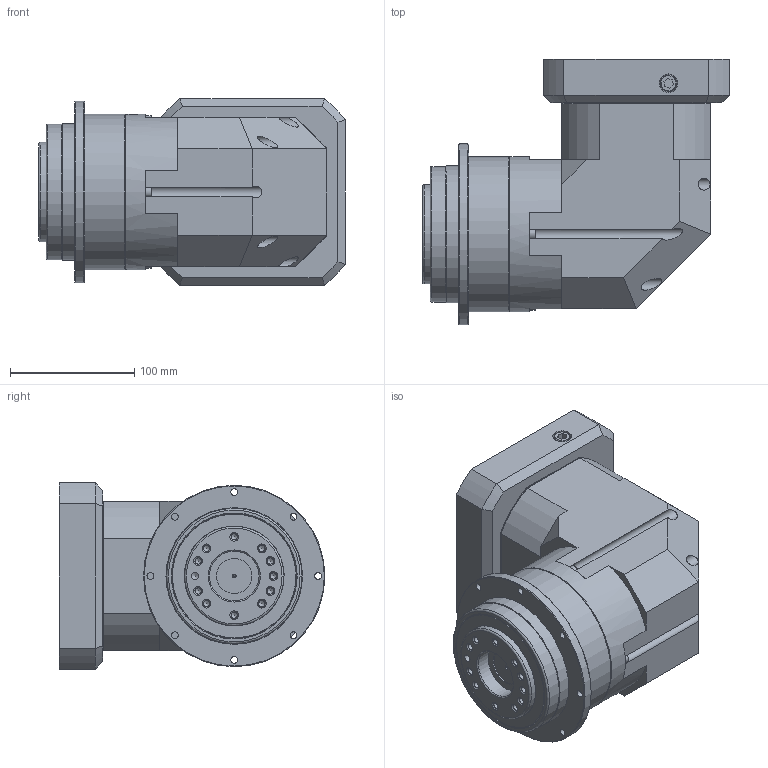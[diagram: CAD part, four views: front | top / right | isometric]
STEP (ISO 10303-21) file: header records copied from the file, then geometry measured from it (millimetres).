
FILE_DESCRIPTION((''),'2;1');
FILE_NAME('KSDL-110-1.stp','2013-09-06T17:01:43',('young'),(''),'Autodesk Inventor 2012','Autodesk Inventor 2012','');
FILE_SCHEMA(('AUTOMOTIVE_DESIGN { 1 0 10303 214 1 1 1 1 }'));
Length unit declared in the file: millimetre
Products named in the file (1): KSDL-110-1
Bounding box: 247 x 214 x 150 mm (x, y, z)
Volume: 2565844.3 mm3; surface area: 455577 mm2
Topology: 27 solids, 28 shells, 1747 faces, 4672 edges, 3056 vertices
Faces by surface type: plane 456, bspline 450, cylinder 397, cone 384, torus 54, revolution 6
Full cylindrical faces by diameter (mm): 2 x1, 3.3 x8, 4.2 x1, 5 x26, 5.5 x8, 6 x8, 6.8 x4, 7 x3, 7.96 x6, 8 x9, 8.5 x19, 9 x1, 9.5 x4, 13 x7, 22 x1, 23.55 x1, 24 x1, 25 x2, 26 x1, 28.326 x1, 38.4 x1, 39.8 x1, 40 x2, 42 x1, 55 x3, 58 x1, 68 x1, 69 x1, 72 x1, 73.92 x10
Entity records: 70374 total; most frequent: CARTESIAN_POINT 31362, ORIENTED_EDGE 8516, DIRECTION 7773, EDGE_CURVE 4258, AXIS2_PLACEMENT_3D 3477, VERTEX_POINT 2968, CIRCLE 2190, EDGE_LOOP 2184
